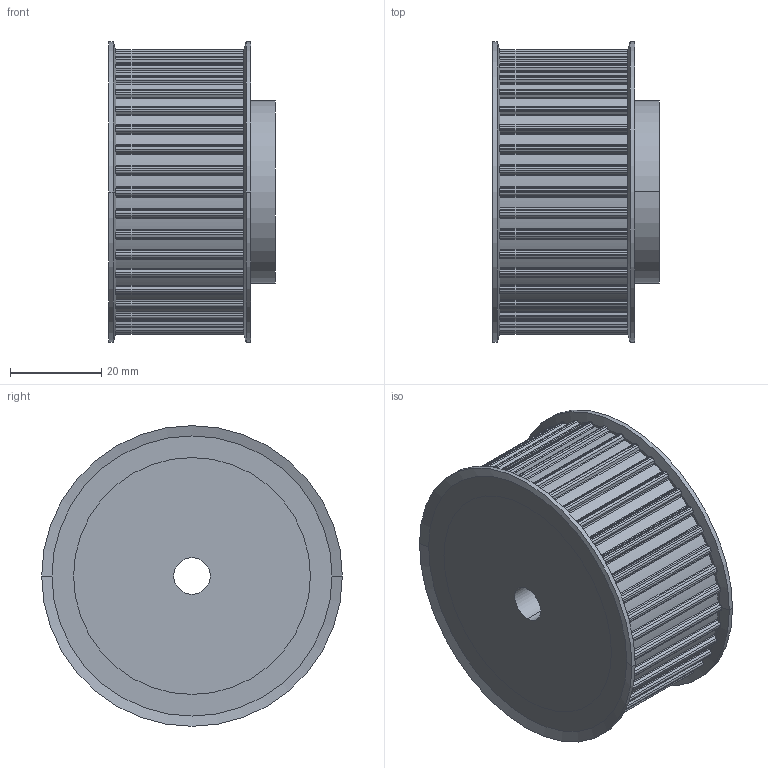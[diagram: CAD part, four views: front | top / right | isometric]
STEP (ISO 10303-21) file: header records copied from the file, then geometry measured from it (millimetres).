
FILE_DESCRIPTION(('HOOPS Exchange Step'),'2;1');
FILE_NAME('export-6CC05080-C0F7-4DCD-BD5A-034EE5541781.stp','2023-12-13T09:11:39+01:00',('Gebruiker'),('Alibre'),'HOOPS Exchange 2021.0','Alibre','Unknown authorisation');
FILE_SCHEMA( ('AP242_MANAGED_MODEL_BASED_3D_ENGINEERING_MIM_LF {1 0 10303 442 1 1 4 }') );
Length unit declared in the file: millimetre
Products named in the file (3): 6423-2 AT5 Pulley 36-AT5 Z=40 for 25mm wide belts FLANGE; 6423-1 AT5 Pulley 36-AT5 Z=40 for 25mm wide belts BODY; 6423 AT5 Pulley 36-AT5 Z=40 for 25mm wide belts
Assembly tree (3 placements, depth 2):
  6423 AT5 Pulley 36-AT5 Z=40 for 25mm wide belts
    6423-2 AT5 Pulley 36-AT5 Z=40 for 25mm wide belts FLANGE  x2
    6423-1 AT5 Pulley 36-AT5 Z=40 for 25mm wide belts BODY
Bounding box: 36.6 x 66 x 66 mm (x, y, z)
Volume: 94346.5 mm3; surface area: 20470.2 mm2
Topology: 3 solids, 3 shells, 411 faces, 1198 edges, 796 vertices
Faces by surface type: cylinder 314, plane 89, cone 8
Entity records: 13787 total; most frequent: DIRECTION 2622, CARTESIAN_POINT 2372, ORIENTED_EDGE 2356, EDGE_CURVE 1178, AXIS2_PLACEMENT_3D 1034, VERTEX_POINT 784, CIRCLE 624, VECTOR 554
